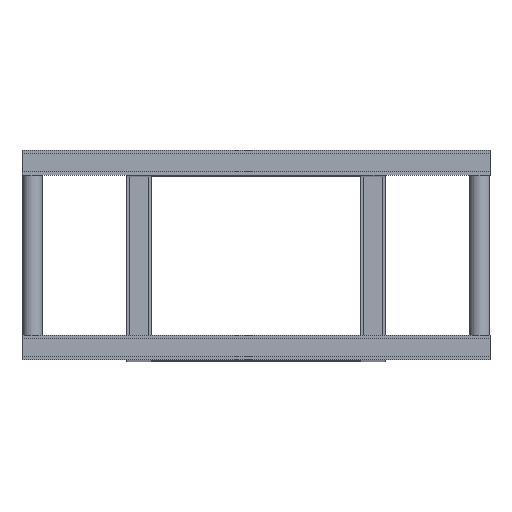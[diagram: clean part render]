
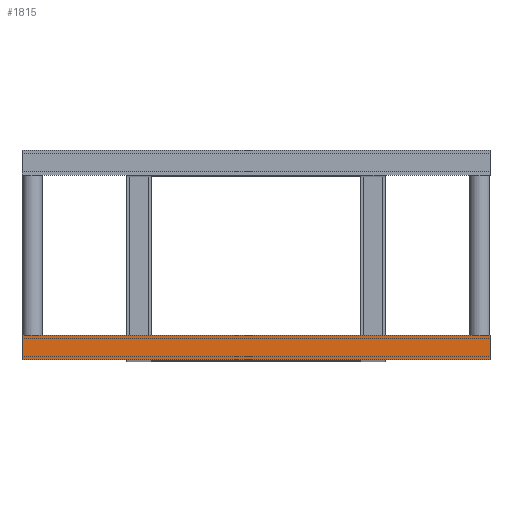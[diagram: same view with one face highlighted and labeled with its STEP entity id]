
A CAD part, top view. The second image highlights one B-rep face of the part: STEP entity #1815.
In plain terms, the highlighted planar face has unit normal (0, 0, 1).
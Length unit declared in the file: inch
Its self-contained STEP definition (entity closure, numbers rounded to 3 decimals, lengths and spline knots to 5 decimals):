
#122=LINE('',#2940,#266);
#123=LINE('',#2943,#267);
#124=LINE('',#2945,#268);
#125=LINE('',#2946,#269);
#266=VECTOR('',#2419,39.37008);
#267=VECTOR('',#2422,39.37008);
#268=VECTOR('',#2423,39.37008);
#269=VECTOR('',#2424,39.37008);
#394=PLANE('',#2138);
#593=FACE_OUTER_BOUND('',#738,.T.);
#738=EDGE_LOOP('',(#1439,#1440,#1441,#1442));
#994=VERTEX_POINT('',#2933);
#997=VERTEX_POINT('',#2938);
#998=VERTEX_POINT('',#2942);
#999=VERTEX_POINT('',#2944);
#1171=EDGE_CURVE('',#997,#994,#122,.T.);
#1172=EDGE_CURVE('',#998,#994,#123,.T.);
#1173=EDGE_CURVE('',#999,#997,#124,.T.);
#1174=EDGE_CURVE('',#999,#998,#125,.T.);
#1439=ORIENTED_EDGE('',*,*,#1172,.T.);
#1440=ORIENTED_EDGE('',*,*,#1171,.F.);
#1441=ORIENTED_EDGE('',*,*,#1173,.F.);
#1442=ORIENTED_EDGE('',*,*,#1174,.T.);
#1815=ADVANCED_FACE('',(#593),#394,.F.);
#2138=AXIS2_PLACEMENT_3D('',#2941,#2420,#2421);
#2419=DIRECTION('',(0.,-1.,0.));
#2420=DIRECTION('center_axis',(0.,0.,-1.));
#2421=DIRECTION('ref_axis',(-1.,0.,0.));
#2422=DIRECTION('',(1.,0.,0.));
#2423=DIRECTION('',(1.,0.,0.));
#2424=DIRECTION('',(0.,-1.,0.));
#2933=CARTESIAN_POINT('',(-6.5,-8.5,84.));
#2938=CARTESIAN_POINT('',(-6.5,29.5,84.));
#2940=CARTESIAN_POINT('',(-6.5,29.5,84.));
#2941=CARTESIAN_POINT('Origin',(-7.5,29.5,84.));
#2942=CARTESIAN_POINT('',(-8.5,-8.5,84.));
#2943=CARTESIAN_POINT('',(-7.5,-8.5,84.));
#2944=CARTESIAN_POINT('',(-8.5,29.5,84.));
#2945=CARTESIAN_POINT('',(-7.5,29.5,84.));
#2946=CARTESIAN_POINT('',(-8.5,29.5,84.));
